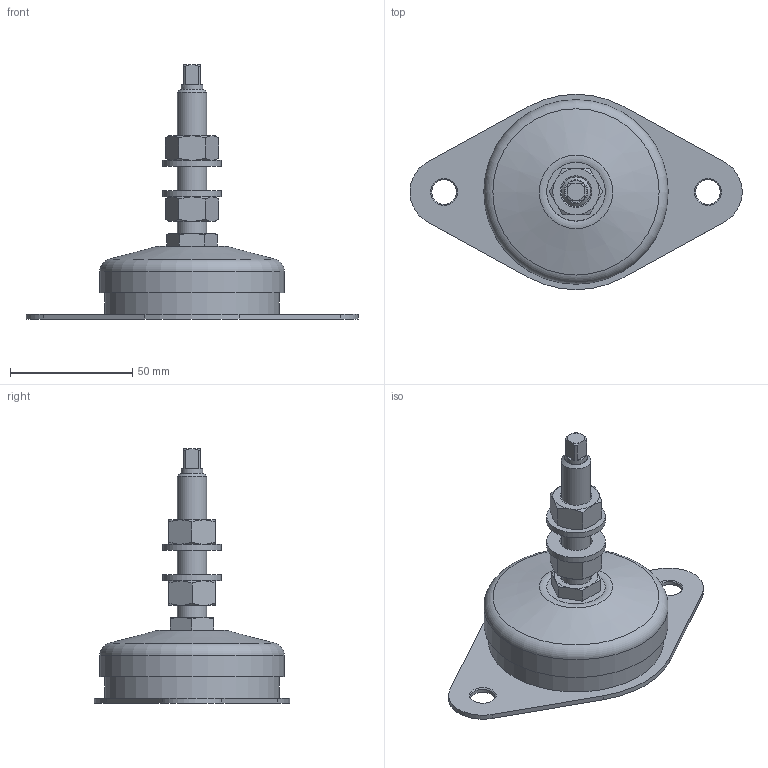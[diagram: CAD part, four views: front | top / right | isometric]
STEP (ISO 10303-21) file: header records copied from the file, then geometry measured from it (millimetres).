
FILE_DESCRIPTION(/* description */ ('Wibroizolator V75'),/* implementation_level */ '2;1');
FILE_NAME(/* name */ 'V-75',/* time_stamp */ '2024-06-10T23:37:59+02:00',/* author */ ('SOJA'),/* organization */ ('WIBROIZOLACJA'),/* preprocessor_version */ 'ST-DEVELOPER v18.102',/* originating_system */ 'Solid Edge',/* authorisation */ 'Unknown');
FILE_SCHEMA (('AUTOMOTIVE_DESIGN {1 0 10303 214 3 1 1}'));
Length unit declared in the file: millimetre
Products named in the file (4): V-75; 22003.100.00_3D; Nut_DIN_934_1987_M12; Washer_ISO_7091_2000_12_v16.00
Assembly tree (5 placements, depth 2):
  V-75
    22003.100.00_3D
    Nut_DIN_934_1987_M12  x2
    Washer_ISO_7091_2000_12_v16.00  x2
Bounding box: 135.91 x 80 x 104 mm (x, y, z)
Volume: 134190.7 mm3; surface area: 28013.5 mm2
Topology: 5 solids, 6 shells, 84 faces, 195 edges, 127 vertices
Faces by surface type: plane 46, cone 19, cylinder 17, torus 2
Full cylindrical faces by diameter (mm): 9 x1, 10 x2, 10.106 x2, 12 x1, 13.5 x2, 24 x2, 30.088 x1, 71.5 x1, 75.5 x1
Entity records: 2384 total; most frequent: CARTESIAN_POINT 419, DIRECTION 300, ORIENTED_EDGE 256, EDGE_CURVE 128, AXIS2_PLACEMENT_3D 125, EDGE_LOOP 104, FACE_BOUND 104, VERTEX_POINT 96
